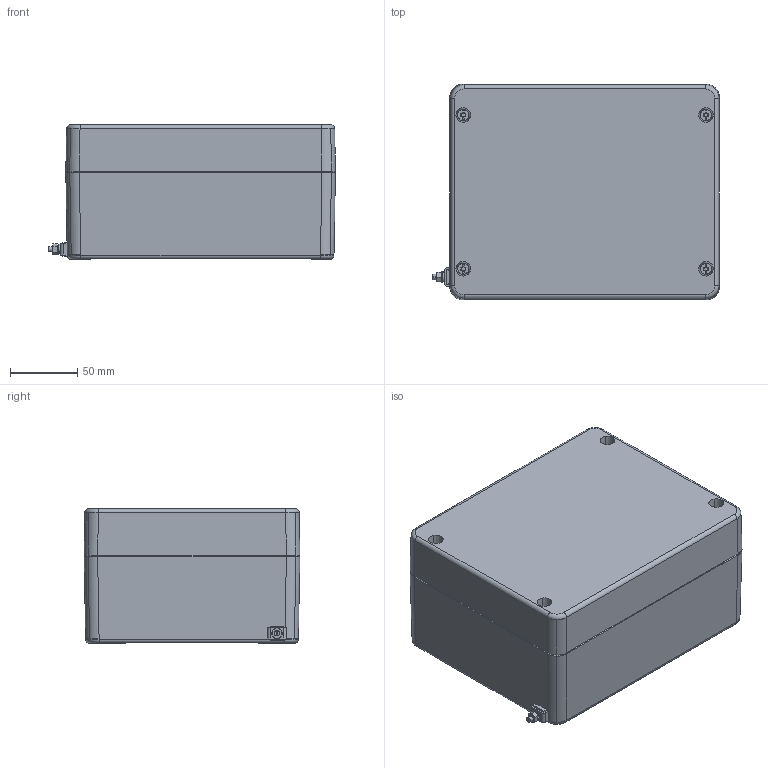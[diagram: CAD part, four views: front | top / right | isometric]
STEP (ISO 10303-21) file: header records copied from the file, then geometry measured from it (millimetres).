
FILE_DESCRIPTION(('CATIA V5R24 STEP','CAx-IF Rec.Pracs.--- Model Styling and Organization---1.2---2011-12-15'),'2;1');
FILE_NAME ('D1451054_1_1329740000_1329740000.stp','2018-04-23T07:55:08+00:00',('none'),('Weidmueller'),'CATIA Version 5-6 Release 2014 SP4 HF52','CATIA V5 STEP AP214','none');
FILE_SCHEMA(('AUTOMOTIVE_DESIGN { 1 0 10303 214 1 1 1 1 }'));
Length unit declared in the file: millimetre
Products named in the file (1): K6 EX
Bounding box: 212.81 x 160.03 x 100 mm (x, y, z)
Volume: 665717.1 mm3; surface area: 297052.6 mm2
Topology: 10 solids, 10 shells, 1457 faces, 3570 edges, 2181 vertices
Faces by surface type: plane 504, cylinder 453, cone 276, torus 122, bspline 102
Entity records: 43810 total; most frequent: CARTESIAN_POINT 12951, ORIENTED_EDGE 7104, DIRECTION 4955, EDGE_CURVE 3552, AXIS2_PLACEMENT_3D 2259, VERTEX_POINT 2181, VECTOR 1660, LINE 1660
